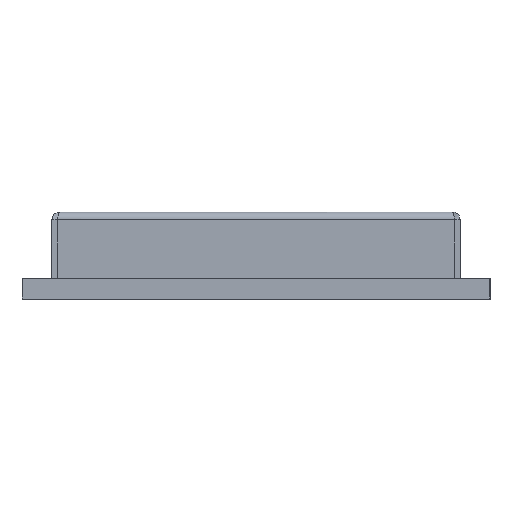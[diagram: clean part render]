
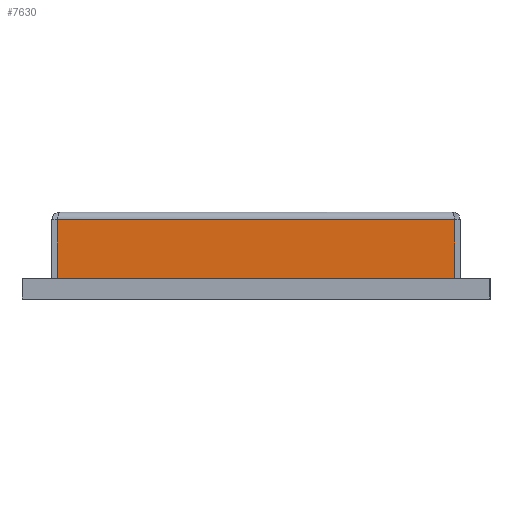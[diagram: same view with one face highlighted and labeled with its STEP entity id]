
A CAD part, top view. The second image highlights one B-rep face of the part: STEP entity #7630.
In plain terms, the highlighted planar face has unit normal (0, 0, 1).
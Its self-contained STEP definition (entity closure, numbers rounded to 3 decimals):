
#111 = CARTESIAN_POINT ( 'NONE',  ( -7.643, 3.05, 9.29 ) ) ;
#279 = CARTESIAN_POINT ( 'NONE',  ( 7.643, 0.8, 9.29 ) ) ;
#987 = VERTEX_POINT ( 'NONE', #111 ) ;
#1828 = VECTOR ( 'NONE', #5021, 1000. ) ;
#1885 = LINE ( 'NONE', #14814, #2254 ) ;
#2254 = VECTOR ( 'NONE', #12294, 1000. ) ;
#2538 = VECTOR ( 'NONE', #11379, 1000. ) ;
#2778 = DIRECTION ( 'NONE',  ( 0., -1., 0. ) ) ;
#2961 = EDGE_LOOP ( 'NONE', ( #12694, #9090, #14156, #3823 ) ) ;
#3029 = DIRECTION ( 'NONE',  ( 0., 1., 0. ) ) ;
#3191 = CARTESIAN_POINT ( 'NONE',  ( 7.643, 3.05, 9.29 ) ) ;
#3418 = VERTEX_POINT ( 'NONE', #3191 ) ;
#3823 = ORIENTED_EDGE ( 'NONE', *, *, #11291, .T. ) ;
#4483 = VERTEX_POINT ( 'NONE', #6056 ) ;
#5021 = DIRECTION ( 'NONE',  ( -1., 0., 0. ) ) ;
#5244 = LINE ( 'NONE', #10206, #2538 ) ;
#6056 = CARTESIAN_POINT ( 'NONE',  ( -7.643, 0.8, 9.29 ) ) ;
#6584 = CARTESIAN_POINT ( 'NONE',  ( 0., 0., 9.29 ) ) ;
#6776 = CARTESIAN_POINT ( 'NONE',  ( -7.643, 3.15, 9.29 ) ) ;
#7463 = EDGE_CURVE ( 'NONE', #7680, #4483, #1885, .T. ) ;
#7630 = ADVANCED_FACE ( 'NONE', ( #8005 ), #8981, .T. ) ;
#7680 = VERTEX_POINT ( 'NONE', #279 ) ;
#8005 = FACE_OUTER_BOUND ( 'NONE', #2961, .T. ) ;
#8713 = CARTESIAN_POINT ( 'NONE',  ( 0., 3.05, 9.29 ) ) ;
#8904 = LINE ( 'NONE', #8713, #1828 ) ;
#8981 = PLANE ( 'NONE',  #15621 ) ;
#9090 = ORIENTED_EDGE ( 'NONE', *, *, #7463, .F. ) ;
#9123 = EDGE_CURVE ( 'NONE', #4483, #987, #15147, .T. ) ;
#9824 = VECTOR ( 'NONE', #3029, 1000. ) ;
#10135 = DIRECTION ( 'NONE',  ( 0., 0., 1. ) ) ;
#10206 = CARTESIAN_POINT ( 'NONE',  ( 7.643, 0., 9.29 ) ) ;
#11291 = EDGE_CURVE ( 'NONE', #3418, #987, #8904, .T. ) ;
#11379 = DIRECTION ( 'NONE',  ( 0., 1., 0. ) ) ;
#12051 = EDGE_CURVE ( 'NONE', #7680, #3418, #5244, .T. ) ;
#12294 = DIRECTION ( 'NONE',  ( -1., 0., 0. ) ) ;
#12694 = ORIENTED_EDGE ( 'NONE', *, *, #9123, .F. ) ;
#14156 = ORIENTED_EDGE ( 'NONE', *, *, #12051, .T. ) ;
#14814 = CARTESIAN_POINT ( 'NONE',  ( -7.85, 0.8, 9.29 ) ) ;
#15147 = LINE ( 'NONE', #6776, #9824 ) ;
#15621 = AXIS2_PLACEMENT_3D ( 'NONE', #6584, #10135, #2778 ) ;
